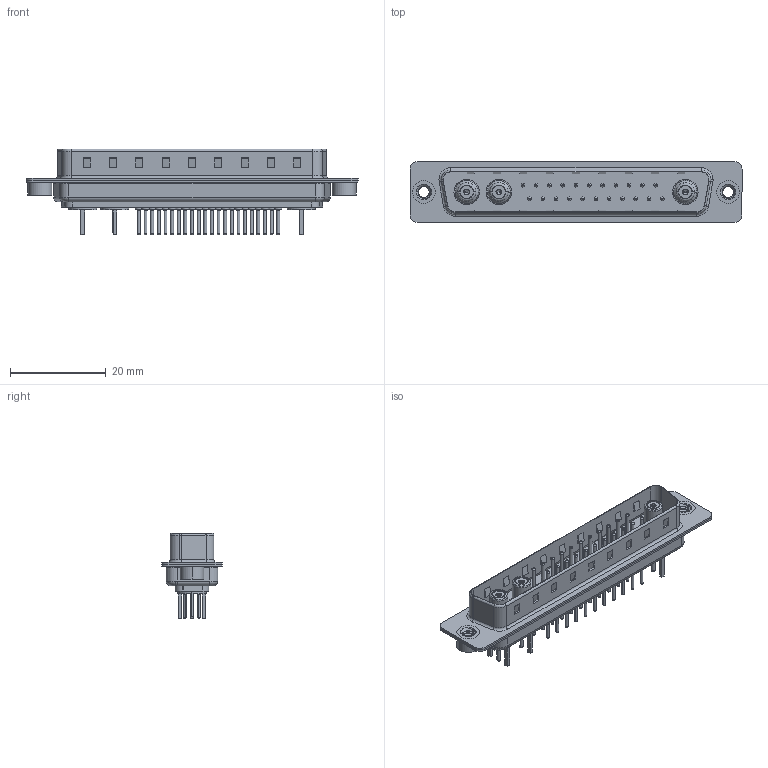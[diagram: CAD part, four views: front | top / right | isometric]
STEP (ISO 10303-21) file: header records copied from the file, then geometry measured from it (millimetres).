
FILE_DESCRIPTION (( 'STEP AP203' ), '1' );
FILE_NAME ('627-25W3624-7N2.STEP', '2019-05-29T23:43:43', ( '' ), ( '' ), 'SwSTEP 2.0', 'SolidWorks 2016', '' );
FILE_SCHEMA (( 'CONFIG_CONTROL_DESIGN' ));
Length unit declared in the file: millimetre
Products named in the file (13): Co-Ax Jack_Straight PC Tail; Insulator Socket; Co-Ax Jack Assy_S; Insulator Socket 2; 627Combo Contact Row 1_24; Locking Collar; 627Combo Contact Row 2_24; Socket_Str; 627Combo Housing_25W3; 627-25W3624-7N2; 627Combo Shell Rear_37 Contacts; 627Combo Shell Front_37 Contacts; 627Combo Threaded Rivet_2
Assembly tree (35 placements, depth 3):
  627-25W3624-7N2
    627Combo Housing_25W3
    627Combo Shell Rear_37 Contacts
    627Combo Shell Front_37 Contacts
    627Combo Threaded Rivet_2  x2
    Co-Ax Jack Assy_S  x3
      Co-Ax Jack_Straight PC Tail
      Insulator Socket
      Insulator Socket 2
      Locking Collar
      Socket_Str
    627Combo Contact Row 1_24  x11
    627Combo Contact Row 2_24  x11
Bounding box: 69.3 x 12.6 x 17.9 mm (x, y, z)
Volume: 3831.9 mm3; surface area: 10395.5 mm2
Topology: 42 solids, 42 shells, 1559 faces, 3432 edges, 2102 vertices
Faces by surface type: cylinder 590, plane 498, torus 414, cone 39, bspline 12, sphere 6
Entity records: 25157 total; most frequent: CARTESIAN_POINT 5258, DIRECTION 4021, ORIENTED_EDGE 3502, EDGE_CURVE 1751, AXIS2_PLACEMENT_3D 1561, VERTEX_POINT 1114, EDGE_LOOP 915, VECTOR 899
